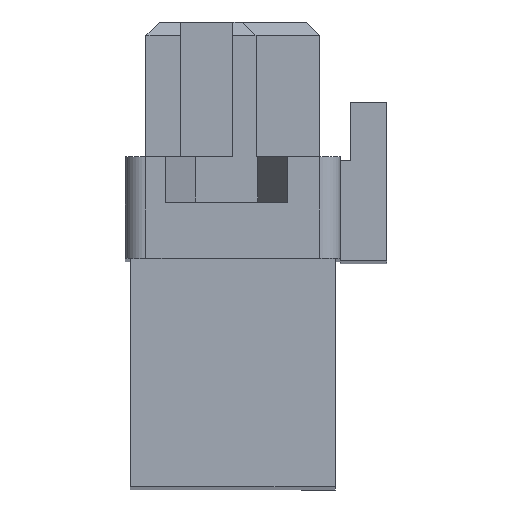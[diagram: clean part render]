
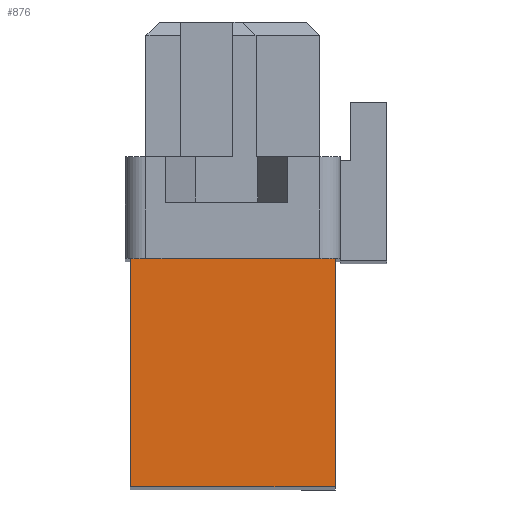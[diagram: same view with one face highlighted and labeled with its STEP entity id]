
A CAD part, top view. The second image highlights one B-rep face of the part: STEP entity #876.
In plain terms, the highlighted planar face has unit normal (0, 0, 1).
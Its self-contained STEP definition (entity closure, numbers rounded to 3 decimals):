
#876=ADVANCED_FACE('',(#1242),#1059,.F.);
#1059=PLANE('',#4803);
#1242=FACE_OUTER_BOUND('',#1444,.T.);
#1444=EDGE_LOOP('',(#2515,#2516,#2517,#2518));
#2515=ORIENTED_EDGE('',*,*,#3424,.F.);
#2516=ORIENTED_EDGE('',*,*,#3421,.F.);
#2517=ORIENTED_EDGE('',*,*,#3417,.F.);
#2518=ORIENTED_EDGE('',*,*,#3427,.F.);
#2881=VERTEX_POINT('',#6807);
#2882=VERTEX_POINT('',#6808);
#2885=VERTEX_POINT('',#6816);
#2887=VERTEX_POINT('',#6822);
#3417=EDGE_CURVE('',#2881,#2882,#3945,.T.);
#3421=EDGE_CURVE('',#2882,#2885,#3949,.T.);
#3424=EDGE_CURVE('',#2885,#2887,#3952,.T.);
#3427=EDGE_CURVE('',#2887,#2881,#3955,.T.);
#3945=LINE('',#6806,#4473);
#3949=LINE('',#6815,#4477);
#3952=LINE('',#6821,#4480);
#3955=LINE('',#6827,#4483);
#4473=VECTOR('',#5714,1.);
#4477=VECTOR('',#5720,1.);
#4480=VECTOR('',#5725,1.);
#4483=VECTOR('',#5730,1.);
#4803=AXIS2_PLACEMENT_3D('',#6828,#5731,#5732);
#5714=DIRECTION('',(1.,0.,0.));
#5720=DIRECTION('',(0.,-1.,0.));
#5725=DIRECTION('',(-1.,0.,0.));
#5730=DIRECTION('',(0.,1.,0.));
#5731=DIRECTION('',(0.,0.,-1.));
#5732=DIRECTION('',(0.,1.,0.));
#6806=CARTESIAN_POINT('',(-4.975,11.1,41.975));
#6807=CARTESIAN_POINT('',(-4.975,11.1,41.975));
#6808=CARTESIAN_POINT('',(4.975,11.1,41.975));
#6815=CARTESIAN_POINT('',(4.975,11.1,41.975));
#6816=CARTESIAN_POINT('',(4.975,0.,41.975));
#6821=CARTESIAN_POINT('',(4.975,0.,41.975));
#6822=CARTESIAN_POINT('',(-4.975,0.,41.975));
#6827=CARTESIAN_POINT('',(-4.975,0.,41.975));
#6828=CARTESIAN_POINT('',(-5.507,0.,41.975));
